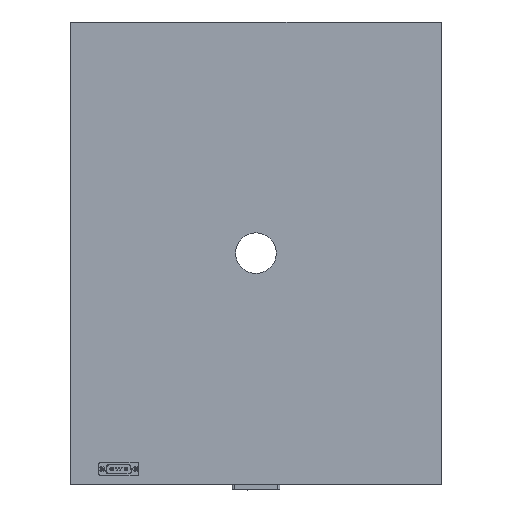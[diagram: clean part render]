
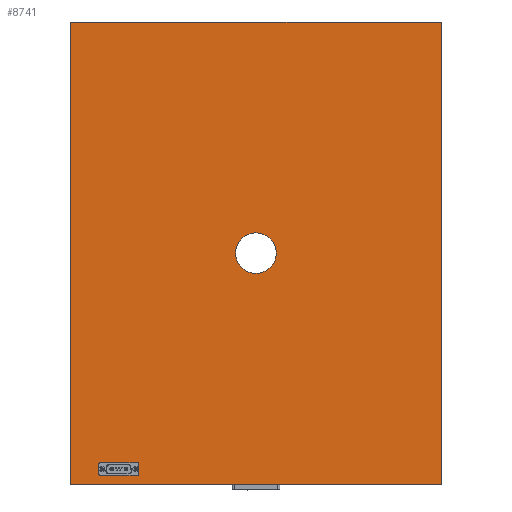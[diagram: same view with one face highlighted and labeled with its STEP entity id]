
A CAD part, top view. The second image highlights one B-rep face of the part: STEP entity #8741.
In plain terms, the highlighted face is planar.
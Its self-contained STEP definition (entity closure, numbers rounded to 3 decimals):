
#4047=VECTOR('',#6502,1.);
#4065=VECTOR('',#6542,1.);
#4067=VECTOR('',#6554,1.);
#4068=VECTOR('',#6555,1.);
#4241=LINE('',#7440,#4047);
#4259=LINE('',#7486,#4065);
#4261=LINE('',#7498,#4067);
#4262=LINE('',#7499,#4068);
#4476=ORIENTED_EDGE('',*,*,#5613,.F.);
#4477=ORIENTED_EDGE('',*,*,#5614,.F.);
#4478=ORIENTED_EDGE('',*,*,#5607,.T.);
#4479=ORIENTED_EDGE('',*,*,#5584,.F.);
#4480=ORIENTED_EDGE('',*,*,#5615,.F.);
#5152=CIRCLE('',#8288,20.);
#5307=VERTEX_POINT('',#7437);
#5308=VERTEX_POINT('',#7439);
#5325=VERTEX_POINT('',#7485);
#5330=VERTEX_POINT('',#7497);
#5331=VERTEX_POINT('',#7500);
#5584=EDGE_CURVE('',#5307,#5308,#4241,.T.);
#5607=EDGE_CURVE('',#5325,#5308,#4259,.T.);
#5613=EDGE_CURVE('',#5330,#5307,#4261,.T.);
#5614=EDGE_CURVE('',#5325,#5330,#4262,.T.);
#5615=EDGE_CURVE('',#5331,#5331,#5152,.T.);
#5948=EDGE_LOOP('',(#4476,#4477,#4478,#4479));
#5949=EDGE_LOOP('',(#4480));
#6222=FACE_BOUND('',#5948,.T.);
#6223=FACE_BOUND('',#5949,.T.);
#6502=DIRECTION('',(-365.,0.,0.));
#6542=DIRECTION('',(0.,0.,455.));
#6552=DIRECTION('',(0.,1.,0.));
#6553=DIRECTION('',(1.,0.,0.));
#6554=DIRECTION('',(0.,0.,455.));
#6555=DIRECTION('',(365.,0.,0.));
#6556=DIRECTION('',(0.,1.,0.));
#6557=DIRECTION('',(0.,0.,-20.));
#7437=CARTESIAN_POINT('',(136.658,172.104,455.));
#7439=CARTESIAN_POINT('',(-228.342,172.104,455.));
#7440=CARTESIAN_POINT('',(136.658,172.104,455.));
#7485=CARTESIAN_POINT('',(-228.342,172.104,0.));
#7486=CARTESIAN_POINT('',(-228.342,172.104,0.));
#7496=CARTESIAN_POINT('',(136.658,172.104,0.));
#7497=CARTESIAN_POINT('',(136.658,172.104,0.));
#7498=CARTESIAN_POINT('',(136.658,172.104,0.));
#7499=CARTESIAN_POINT('',(-228.342,172.104,0.));
#7500=CARTESIAN_POINT('',(-45.842,172.104,207.5));
#7501=CARTESIAN_POINT('',(-45.842,172.104,227.5));
#8287=AXIS2_PLACEMENT_3D('',#7496,#6552,#6553);
#8288=AXIS2_PLACEMENT_3D('',#7501,#6556,#6557);
#8645=PLANE('',#8287);
#8741=ADVANCED_FACE('',(#6222,#6223),#8645,.T.);
